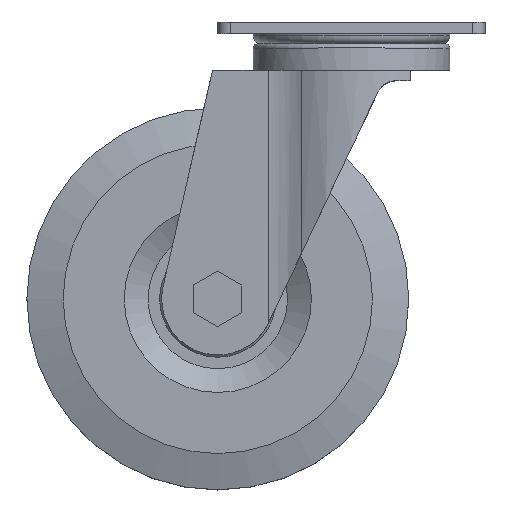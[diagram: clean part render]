
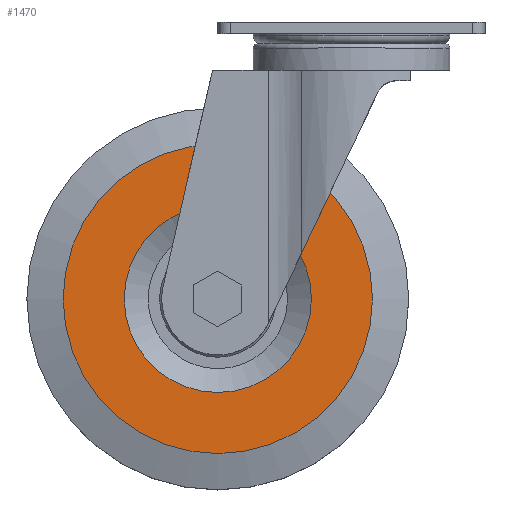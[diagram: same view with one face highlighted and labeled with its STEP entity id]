
A CAD part, top view. The second image highlights one B-rep face of the part: STEP entity #1470.
In plain terms, the highlighted planar face has unit normal (0, 0, 1).
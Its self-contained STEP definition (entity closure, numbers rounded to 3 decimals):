
#322=PLANE('',#1637);
#708=ORIENTED_EDGE('',*,*,#911,.T.);
#709=ORIENTED_EDGE('',*,*,#910,.F.);
#910=EDGE_CURVE('',#1049,#1049,#1114,.T.);
#911=EDGE_CURVE('',#1050,#1050,#1115,.T.);
#1049=VERTEX_POINT('',#2520);
#1050=VERTEX_POINT('',#2523);
#1114=CIRCLE('',#1636,81.);
#1115=CIRCLE('',#1638,49.);
#1229=EDGE_LOOP('',(#708));
#1230=EDGE_LOOP('',(#709));
#1349=FACE_BOUND('',#1229,.T.);
#1350=FACE_BOUND('',#1230,.T.);
#1470=ADVANCED_FACE('',(#1349,#1350),#322,.T.);
#1636=AXIS2_PLACEMENT_3D('',#2519,#2062,#2063);
#1637=AXIS2_PLACEMENT_3D('',#2521,#2064,#2065);
#1638=AXIS2_PLACEMENT_3D('',#2522,#2066,#2067);
#2062=DIRECTION('',(0.,0.,-1.));
#2063=DIRECTION('',(-1.,0.,0.));
#2064=DIRECTION('',(0.,0.,1.));
#2065=DIRECTION('',(1.,0.,0.));
#2066=DIRECTION('',(0.,0.,-1.));
#2067=DIRECTION('',(-1.,0.,0.));
#2519=CARTESIAN_POINT('',(0.,0.,25.));
#2520=CARTESIAN_POINT('',(-81.,0.,25.));
#2521=CARTESIAN_POINT('',(0.,81.,25.));
#2522=CARTESIAN_POINT('',(0.,0.,25.));
#2523=CARTESIAN_POINT('',(-49.,0.,25.));
